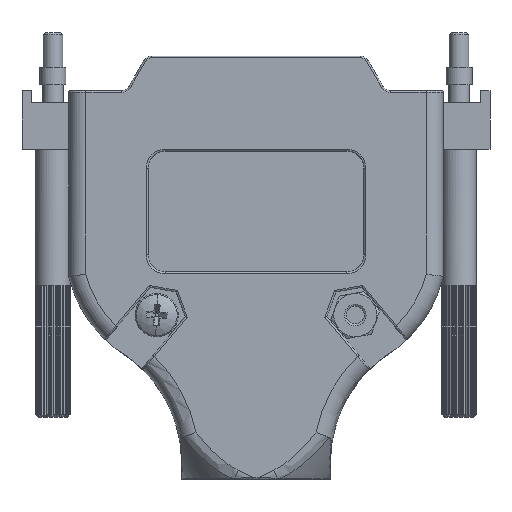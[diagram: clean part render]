
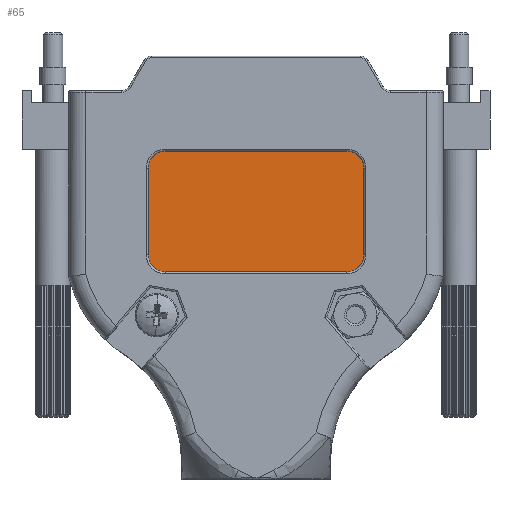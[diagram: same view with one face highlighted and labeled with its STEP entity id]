
A CAD part, front view. The second image highlights one B-rep face of the part: STEP entity #65.
In plain terms, the highlighted planar face has unit normal (0, -1, 0).
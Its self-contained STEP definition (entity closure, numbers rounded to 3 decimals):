
#15 = EDGE_CURVE ( 'NONE', #4043, #9574, #4212, .T. ) ;
#65 = ADVANCED_FACE ( 'NONE', ( #9398 ), #9897, .T. ) ;
#254 = EDGE_CURVE ( 'NONE', #10684, #9651, #3910, .T. ) ;
#307 = CARTESIAN_POINT ( 'NONE',  ( 10.5, 0.35, -25. ) ) ;
#324 = VECTOR ( 'NONE', #6594, 1000. ) ;
#495 = CARTESIAN_POINT ( 'NONE',  ( 12.5, 0.35, -11. ) ) ;
#602 = ORIENTED_EDGE ( 'NONE', *, *, #254, .T. ) ;
#707 = LINE ( 'NONE', #3306, #10803 ) ;
#1024 = CARTESIAN_POINT ( 'NONE',  ( -12.5, 0.35, -11. ) ) ;
#1323 = CARTESIAN_POINT ( 'NONE',  ( -12.5, 0.35, -13. ) ) ;
#1378 = DIRECTION ( 'NONE',  ( 1., 0., 0. ) ) ;
#1668 = AXIS2_PLACEMENT_3D ( 'NONE', #7990, #10807, #3189 ) ;
#1944 = EDGE_LOOP ( 'NONE', ( #11223, #9136, #7331, #10271, #602, #2649, #5835, #2519 ) ) ;
#2197 = VERTEX_POINT ( 'NONE', #307 ) ;
#2519 = ORIENTED_EDGE ( 'NONE', *, *, #3617, .T. ) ;
#2649 = ORIENTED_EDGE ( 'NONE', *, *, #5342, .T. ) ;
#2670 = DIRECTION ( 'NONE',  ( 0., 0., -1. ) ) ;
#3153 = DIRECTION ( 'NONE',  ( 0., 0., -1. ) ) ;
#3189 = DIRECTION ( 'NONE',  ( 0., 0., -1. ) ) ;
#3203 = CIRCLE ( 'NONE', #11337, 2. ) ;
#3306 = CARTESIAN_POINT ( 'NONE',  ( -12.5, 0.35, -25. ) ) ;
#3365 = CIRCLE ( 'NONE', #6443, 2. ) ;
#3617 = EDGE_CURVE ( 'NONE', #2197, #8560, #3365, .T. ) ;
#3910 = LINE ( 'NONE', #5938, #10855 ) ;
#4033 = DIRECTION ( 'NONE',  ( 0., 0., -1. ) ) ;
#4043 = VERTEX_POINT ( 'NONE', #12204 ) ;
#4212 = LINE ( 'NONE', #1024, #324 ) ;
#4251 = DIRECTION ( 'NONE',  ( 0., -1., 0. ) ) ;
#4403 = CARTESIAN_POINT ( 'NONE',  ( -12.5, 0.35, -23. ) ) ;
#4620 = CARTESIAN_POINT ( 'NONE',  ( -10.5, 0.35, -25. ) ) ;
#4770 = VERTEX_POINT ( 'NONE', #5753 ) ;
#5342 = EDGE_CURVE ( 'NONE', #9651, #5862, #11920, .T. ) ;
#5376 = DIRECTION ( 'NONE',  ( 0., -1., 0. ) ) ;
#5753 = CARTESIAN_POINT ( 'NONE',  ( 12.5, 0.35, -13. ) ) ;
#5835 = ORIENTED_EDGE ( 'NONE', *, *, #8535, .T. ) ;
#5862 = VERTEX_POINT ( 'NONE', #4620 ) ;
#5938 = CARTESIAN_POINT ( 'NONE',  ( -12.5, 0.35, -11. ) ) ;
#6266 = DIRECTION ( 'NONE',  ( 0., 0., -1. ) ) ;
#6305 = CARTESIAN_POINT ( 'NONE',  ( -10.5, 0.35, -23. ) ) ;
#6443 = AXIS2_PLACEMENT_3D ( 'NONE', #8511, #6599, #9549 ) ;
#6572 = AXIS2_PLACEMENT_3D ( 'NONE', #9915, #4251, #2670 ) ;
#6594 = DIRECTION ( 'NONE',  ( -1., 0., 0. ) ) ;
#6599 = DIRECTION ( 'NONE',  ( 0., -1., 0. ) ) ;
#7146 = DIRECTION ( 'NONE',  ( 0., 0., 1. ) ) ;
#7331 = ORIENTED_EDGE ( 'NONE', *, *, #15, .T. ) ;
#7986 = VECTOR ( 'NONE', #7146, 1000. ) ;
#7990 = CARTESIAN_POINT ( 'NONE',  ( 0., 0.35, 0. ) ) ;
#8511 = CARTESIAN_POINT ( 'NONE',  ( 10.5, 0.35, -23. ) ) ;
#8535 = EDGE_CURVE ( 'NONE', #5862, #2197, #707, .T. ) ;
#8560 = VERTEX_POINT ( 'NONE', #9926 ) ;
#8616 = EDGE_CURVE ( 'NONE', #8560, #4770, #8738, .T. ) ;
#8738 = LINE ( 'NONE', #495, #7986 ) ;
#8810 = DIRECTION ( 'NONE',  ( 0., -1., 0. ) ) ;
#8991 = CIRCLE ( 'NONE', #6572, 2. ) ;
#9136 = ORIENTED_EDGE ( 'NONE', *, *, #10740, .T. ) ;
#9322 = AXIS2_PLACEMENT_3D ( 'NONE', #6305, #5376, #6266 ) ;
#9398 = FACE_OUTER_BOUND ( 'NONE', #1944, .T. ) ;
#9549 = DIRECTION ( 'NONE',  ( 0., 0., -1. ) ) ;
#9574 = VERTEX_POINT ( 'NONE', #10700 ) ;
#9651 = VERTEX_POINT ( 'NONE', #4403 ) ;
#9897 = PLANE ( 'NONE',  #1668 ) ;
#9915 = CARTESIAN_POINT ( 'NONE',  ( 10.5, 0.35, -13. ) ) ;
#9926 = CARTESIAN_POINT ( 'NONE',  ( 12.5, 0.35, -23. ) ) ;
#10271 = ORIENTED_EDGE ( 'NONE', *, *, #11600, .T. ) ;
#10684 = VERTEX_POINT ( 'NONE', #1323 ) ;
#10700 = CARTESIAN_POINT ( 'NONE',  ( -10.5, 0.35, -11. ) ) ;
#10740 = EDGE_CURVE ( 'NONE', #4770, #4043, #8991, .T. ) ;
#10803 = VECTOR ( 'NONE', #1378, 1000. ) ;
#10807 = DIRECTION ( 'NONE',  ( 0., -1., 0. ) ) ;
#10855 = VECTOR ( 'NONE', #4033, 1000. ) ;
#11223 = ORIENTED_EDGE ( 'NONE', *, *, #8616, .T. ) ;
#11337 = AXIS2_PLACEMENT_3D ( 'NONE', #11341, #8810, #3153 ) ;
#11341 = CARTESIAN_POINT ( 'NONE',  ( -10.5, 0.35, -13. ) ) ;
#11600 = EDGE_CURVE ( 'NONE', #9574, #10684, #3203, .T. ) ;
#11920 = CIRCLE ( 'NONE', #9322, 2. ) ;
#12204 = CARTESIAN_POINT ( 'NONE',  ( 10.5, 0.35, -11. ) ) ;
